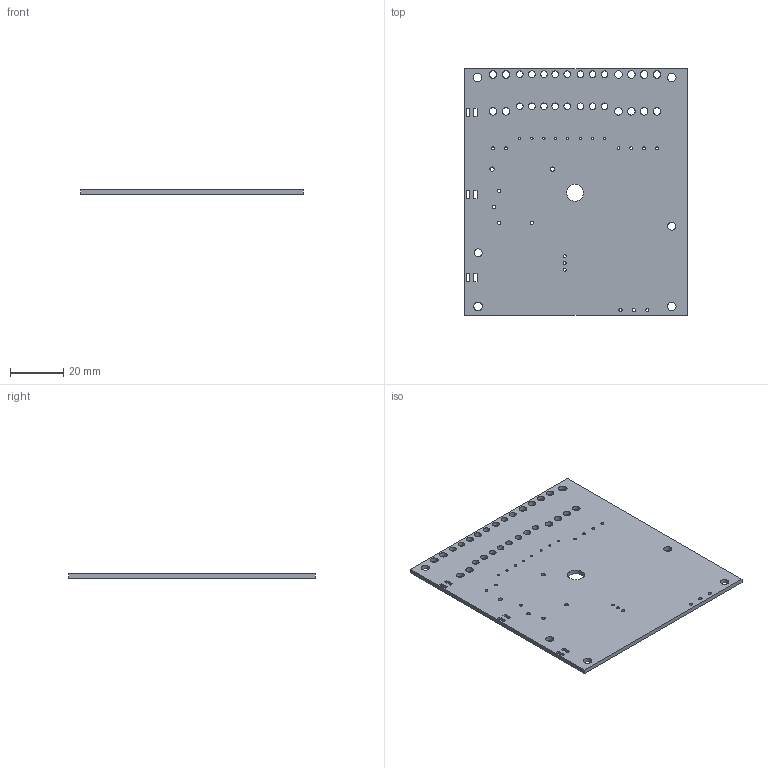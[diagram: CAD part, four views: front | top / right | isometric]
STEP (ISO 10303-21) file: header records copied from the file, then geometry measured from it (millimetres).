
FILE_DESCRIPTION(('KiCad electronic assembly'),'2;1');
FILE_NAME('fumexDriver.step','2024-02-24T10:22:06',('Pcbnew'),('Kicad'), 'Open CASCADE STEP processor 7.5','KiCad to STEP converter','Unknown' );
FILE_SCHEMA(('AUTOMOTIVE_DESIGN { 1 0 10303 214 1 1 1 1 }'));
Length unit declared in the file: millimetre
Products named in the file (2): fumexDriver 1; fumexDriver PCB
Assembly tree (1 placements, depth 2):
  fumexDriver 1
    fumexDriver PCB
Bounding box: 83.3 x 92.3 x 1.6 mm (x, y, z)
Volume: 11858 mm3; surface area: 16105.5 mm2
Topology: 1 solids, 1 shells, 91 faces, 267 edges, 178 vertices
Faces by surface type: cylinder 61, plane 30
Full cylindrical faces by diameter (mm): 0.85 x8, 1.1 x9, 1.2 x3, 1.3 x4, 1.6 x2, 2.5 x16, 2.8 x12, 3 x2, 3.2 x4, 6.3 x1
Entity records: 7235 total; most frequent: CARTESIAN_POINT 1804, DIRECTION 987, LINE 557, VECTOR 557, ORIENTED_EDGE 534, PCURVE 534, DEFINITIONAL_REPRESENTATION 534, EDGE_CURVE 267
